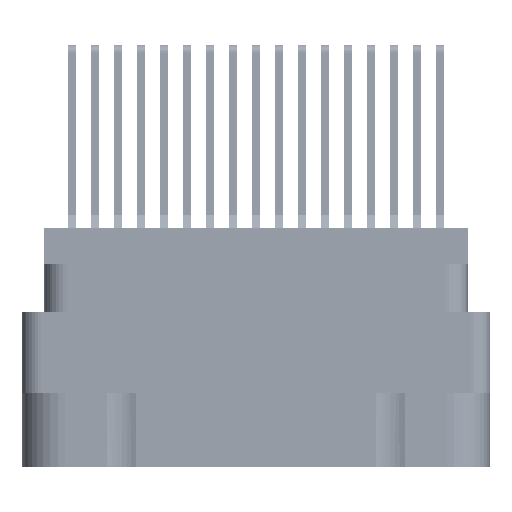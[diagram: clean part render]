
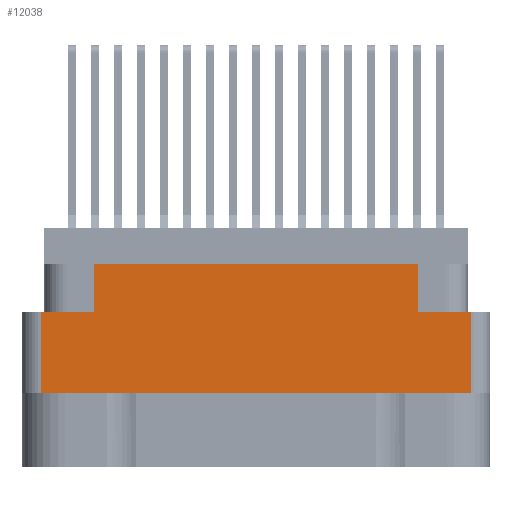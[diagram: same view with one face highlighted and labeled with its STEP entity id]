
A CAD part, left-side view. The second image highlights one B-rep face of the part: STEP entity #12038.
In plain terms, the highlighted planar face has unit normal (-1, 0, 0).
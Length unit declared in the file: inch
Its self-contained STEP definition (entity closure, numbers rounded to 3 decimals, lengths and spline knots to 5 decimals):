
#907 = CARTESIAN_POINT ( 'NONE',  ( -1.375, 0.7005, -0.274 ) ) ;
#939 = ORIENTED_EDGE ( 'NONE', *, *, #82264, .F. ) ;
#1364 = DIRECTION ( 'NONE',  ( 0., -1., 0. ) ) ;
#2440 = VECTOR ( 'NONE', #1364, 39.37008 ) ;
#3863 = LINE ( 'NONE', #80713, #14883 ) ;
#4159 = ORIENTED_EDGE ( 'NONE', *, *, #85568, .T. ) ;
#4522 = ORIENTED_EDGE ( 'NONE', *, *, #19090, .F. ) ;
#9185 = CARTESIAN_POINT ( 'NONE',  ( -1.375, -0.5285, -0.274 ) ) ;
#11173 = ORIENTED_EDGE ( 'NONE', *, *, #18339, .T. ) ;
#12038 = ADVANCED_FACE ( 'NONE', ( #60890 ), #65984, .T. ) ;
#12511 = VECTOR ( 'NONE', #74327, 39.37008 ) ;
#14883 = VECTOR ( 'NONE', #46465, 39.37008 ) ;
#15233 = CARTESIAN_POINT ( 'NONE',  ( -1.375, -0.5285, -0.117 ) ) ;
#15434 = CARTESIAN_POINT ( 'NONE',  ( -1.375, 0., -0.54 ) ) ;
#16133 = VERTEX_POINT ( 'NONE', #33829 ) ;
#18339 = EDGE_CURVE ( 'NONE', #80515, #57599, #61280, .T. ) ;
#19090 = EDGE_CURVE ( 'NONE', #80515, #66667, #68825, .T. ) ;
#19102 = CARTESIAN_POINT ( 'NONE',  ( -1.375, -0.7005, -0.54 ) ) ;
#19725 = VECTOR ( 'NONE', #41794, 39.37008 ) ;
#23710 = EDGE_CURVE ( 'NONE', #39419, #16133, #44859, .T. ) ;
#24939 = DIRECTION ( 'NONE',  ( 0., -1., 0. ) ) ;
#26960 = CARTESIAN_POINT ( 'NONE',  ( -1.375, 0.5285, -0.274 ) ) ;
#27624 = LINE ( 'NONE', #26960, #78947 ) ;
#33666 = VERTEX_POINT ( 'NONE', #68808 ) ;
#33829 = CARTESIAN_POINT ( 'NONE',  ( -1.375, 0.7005, -0.54 ) ) ;
#33929 = DIRECTION ( 'NONE',  ( 0., 0., 1. ) ) ;
#35137 = VECTOR ( 'NONE', #67362, 39.37008 ) ;
#36251 = VERTEX_POINT ( 'NONE', #19102 ) ;
#37285 = CARTESIAN_POINT ( 'NONE',  ( -1.375, -0.7625, -0.78 ) ) ;
#38732 = ORIENTED_EDGE ( 'NONE', *, *, #40342, .F. ) ;
#39419 = VERTEX_POINT ( 'NONE', #907 ) ;
#39808 = ORIENTED_EDGE ( 'NONE', *, *, #23710, .T. ) ;
#40342 = EDGE_CURVE ( 'NONE', #58045, #33666, #27624, .T. ) ;
#40416 = VECTOR ( 'NONE', #24939, 39.37008 ) ;
#41794 = DIRECTION ( 'NONE',  ( 0., 0., -1. ) ) ;
#43845 = EDGE_CURVE ( 'NONE', #36251, #66667, #3863, .T. ) ;
#44859 = LINE ( 'NONE', #54288, #19725 ) ;
#46465 = DIRECTION ( 'NONE',  ( 0., 0., 1. ) ) ;
#51655 = LINE ( 'NONE', #82585, #12511 ) ;
#54288 = CARTESIAN_POINT ( 'NONE',  ( -1.375, 0.7005, -0.78 ) ) ;
#55586 = CARTESIAN_POINT ( 'NONE',  ( -1.375, 0.5285, -0.274 ) ) ;
#57599 = VERTEX_POINT ( 'NONE', #15233 ) ;
#58045 = VERTEX_POINT ( 'NONE', #55586 ) ;
#59346 = CARTESIAN_POINT ( 'NONE',  ( -1.375, 0., -0.274 ) ) ;
#59567 = EDGE_CURVE ( 'NONE', #33666, #57599, #80908, .T. ) ;
#60890 = FACE_OUTER_BOUND ( 'NONE', #85029, .T. ) ;
#61280 = LINE ( 'NONE', #74358, #35137 ) ;
#65617 = ORIENTED_EDGE ( 'NONE', *, *, #59567, .F. ) ;
#65984 = PLANE ( 'NONE',  #89328 ) ;
#66667 = VERTEX_POINT ( 'NONE', #79138 ) ;
#67362 = DIRECTION ( 'NONE',  ( 0., 0., 1. ) ) ;
#67628 = CARTESIAN_POINT ( 'NONE',  ( -1.375, 0.7625, -0.117 ) ) ;
#68808 = CARTESIAN_POINT ( 'NONE',  ( -1.375, 0.5285, -0.117 ) ) ;
#68825 = LINE ( 'NONE', #59346, #40416 ) ;
#73898 = DIRECTION ( 'NONE',  ( 0., 0., 1. ) ) ;
#74327 = DIRECTION ( 'NONE',  ( 0., -1., 0. ) ) ;
#74358 = CARTESIAN_POINT ( 'NONE',  ( -1.375, -0.5285, -0.274 ) ) ;
#74602 = DIRECTION ( 'NONE',  ( 0., -1., 0. ) ) ;
#78947 = VECTOR ( 'NONE', #33929, 39.37008 ) ;
#79138 = CARTESIAN_POINT ( 'NONE',  ( -1.375, -0.7005, -0.274 ) ) ;
#80515 = VERTEX_POINT ( 'NONE', #9185 ) ;
#80713 = CARTESIAN_POINT ( 'NONE',  ( -1.375, -0.7005, -0.78 ) ) ;
#80908 = LINE ( 'NONE', #67628, #85277 ) ;
#82264 = EDGE_CURVE ( 'NONE', #39419, #58045, #51655, .T. ) ;
#82585 = CARTESIAN_POINT ( 'NONE',  ( -1.375, 0., -0.274 ) ) ;
#85029 = EDGE_LOOP ( 'NONE', ( #939, #39808, #4159, #88781, #4522, #11173, #65617, #38732 ) ) ;
#85277 = VECTOR ( 'NONE', #74602, 39.37008 ) ;
#85568 = EDGE_CURVE ( 'NONE', #16133, #36251, #87672, .T. ) ;
#87663 = DIRECTION ( 'NONE',  ( -1., 0., 0. ) ) ;
#87672 = LINE ( 'NONE', #15434, #2440 ) ;
#88781 = ORIENTED_EDGE ( 'NONE', *, *, #43845, .T. ) ;
#89328 = AXIS2_PLACEMENT_3D ( 'NONE', #37285, #87663, #73898 ) ;
